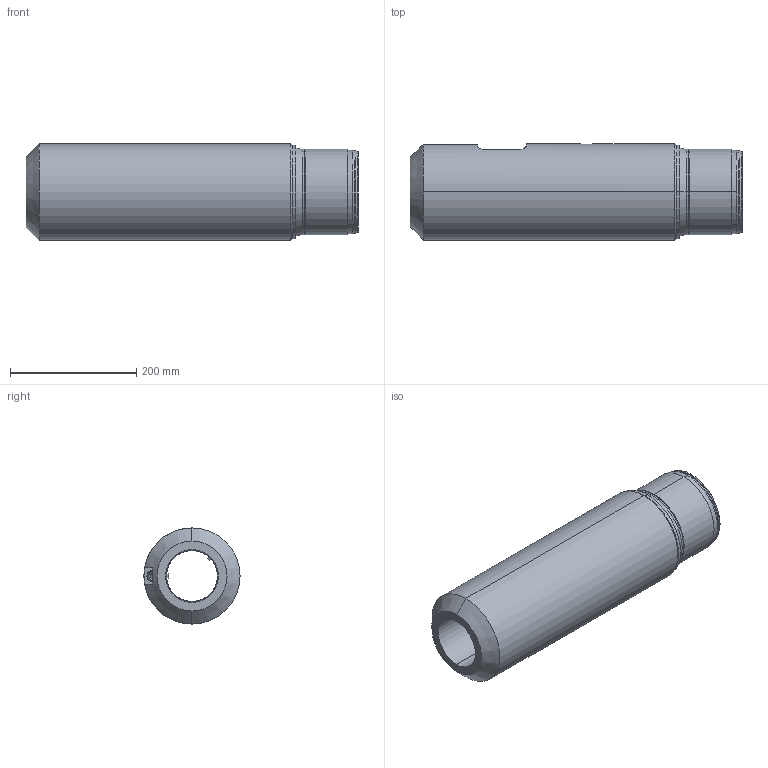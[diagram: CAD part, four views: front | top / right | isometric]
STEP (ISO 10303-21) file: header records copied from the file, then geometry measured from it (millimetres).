
FILE_DESCRIPTION (( 'STEP AP214' ), '1' );
FILE_NAME ('78Q5623.STEP', '2024-10-30T13:49:04', ( '' ), ( '' ), 'SwSTEP 2.0', 'SolidWorks 2022', '' );
FILE_SCHEMA (( 'AUTOMOTIVE_DESIGN' ));
Length unit declared in the file: inch
Products named in the file (1): 78Q5623
Bounding box: 525.78 x 152.27 x 152.27 mm (x, y, z)
Volume: 5903107 mm3; surface area: 427190.4 mm2
Topology: 1 solids, 1 shells, 158 faces, 361 edges, 218 vertices
Faces by surface type: cylinder 66, cone 48, plane 36, torus 8
Entity records: 4942 total; most frequent: CARTESIAN_POINT 1164, DIRECTION 816, ORIENTED_EDGE 722, EDGE_CURVE 361, AXIS2_PLACEMENT_3D 331, VERTEX_POINT 218, EDGE_LOOP 177, CIRCLE 172
